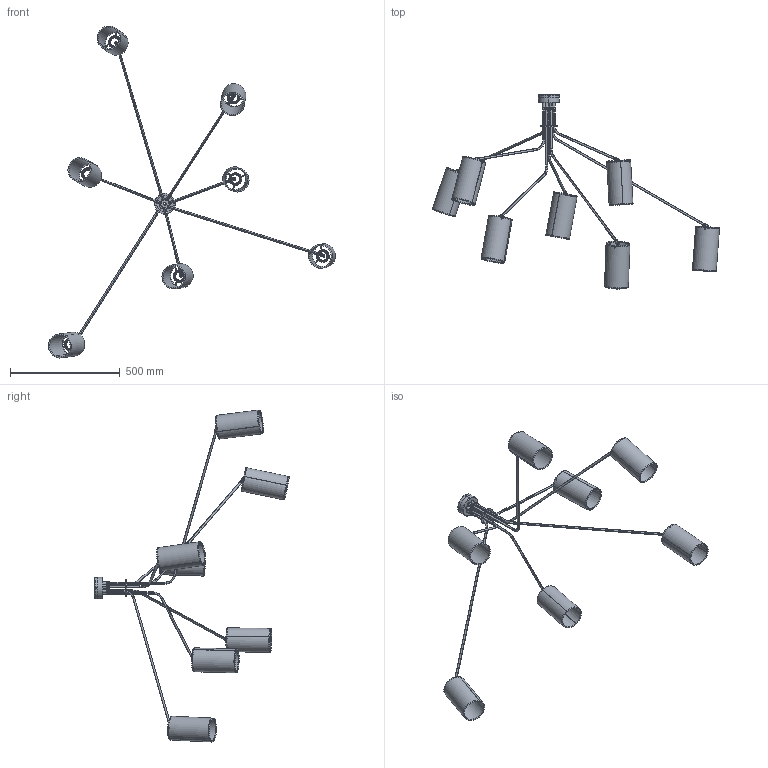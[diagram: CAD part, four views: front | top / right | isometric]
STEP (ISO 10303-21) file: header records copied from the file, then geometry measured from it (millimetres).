
FILE_DESCRIPTION (( 'STEP AP214' ), '1' );
FILE_NAME ('ARRAY PENDANT With Shades_Customer CAD.STEP', '2015-05-13T15:41:33', ( '' ), ( '' ), 'SwSTEP 2.0', 'SolidWorks 2012', '' );
FILE_SCHEMA (( 'AUTOMOTIVE_DESIGN' ));
Length unit declared in the file: millimetre
Products named in the file (16): ARRAY SHADE; Walter Logan Part NR 450 A; Walter Logan Part NR 450 A (2); ARRAY PENDANT ARM1; ARRAY PENDANT ARM2; ARRAY PENDANT ARM3; ARRAY PENDANT ARM4; ARRAY PENDANT ARM5; ARRAY PENDANT ARM6; ARRAY PENDANT ARM7; WALTER LOGAN  PART 292-13; ARRAY PENDANT BESA BOX COVER; ARRAY PENDANT BESA BOX; ARRAY PENDANT With Shades_Customer CAD; ARRAY PENDANT ELBOW PLATE
Assembly tree (33 placements, depth 3):
  ARRAY PENDANT With Shades_Customer CAD
    ARRAY PENDANT BESA BOX
    ARRAY PENDANT BESA BOX COVER
    WALTER LOGAN  PART 292-13  x7
    ARRAY PENDANT ARM7
    ARRAY PENDANT ARM6
    ARRAY PENDANT ARM5
    ARRAY PENDANT ARM4
    ARRAY PENDANT ARM3
    ARRAY PENDANT ARM2
    ARRAY PENDANT ARM1
    Walter Logan Part NR 450 A  x7
      Walter Logan Part NR 450 A
      Walter Logan Part NR 450 A (2)
    ARRAY SHADE  x7
    ARRAY PENDANT ELBOW PLATE
Bounding box: 1306.34 x 884.17 x 1511.04 mm (x, y, z)
Volume: 802491.2 mm3; surface area: 1410602.7 mm2
Topology: 38 solids, 38 shells, 1120 faces, 2939 edges, 1819 vertices
Faces by surface type: cylinder 390, torus 246, plane 218, bspline 175, sphere 56, cone 35
Entity records: 16464 total; most frequent: CARTESIAN_POINT 6724, DIRECTION 1852, ORIENTED_EDGE 1682, EDGE_CURVE 841, AXIS2_PLACEMENT_3D 821, VERTEX_POINT 532, CIRCLE 482, EDGE_LOOP 409
